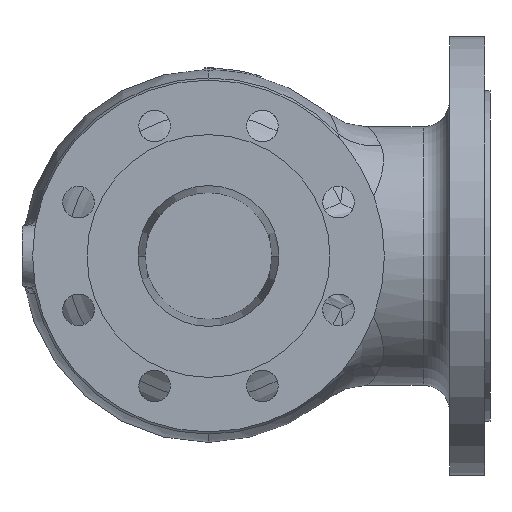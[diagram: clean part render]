
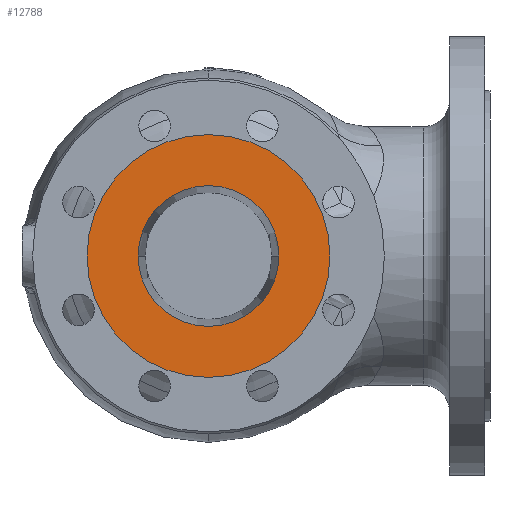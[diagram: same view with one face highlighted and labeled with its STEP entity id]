
A CAD part, front view. The second image highlights one B-rep face of the part: STEP entity #12788.
In plain terms, the highlighted planar face has unit normal (0, -1, 0).
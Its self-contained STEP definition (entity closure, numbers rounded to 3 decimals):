
#140 = DIRECTION ( 'NONE',  ( -1., 0., 0. ) ) ;
#223 = AXIS2_PLACEMENT_3D ( 'NONE', #16906, #21599, #140 ) ;
#878 = CARTESIAN_POINT ( 'NONE',  ( 0., 0., -69. ) ) ;
#1391 = CIRCLE ( 'NONE', #14546, 69. ) ;
#1682 = AXIS2_PLACEMENT_3D ( 'NONE', #14345, #18921, #12014 ) ;
#2279 = AXIS2_PLACEMENT_3D ( 'NONE', #24564, #14964, #10261 ) ;
#3638 = FACE_BOUND ( 'NONE', #14715, .T. ) ;
#3797 = ORIENTED_EDGE ( 'NONE', *, *, #12808, .F. ) ;
#4967 = CIRCLE ( 'NONE', #2279, 69. ) ;
#6933 = AXIS2_PLACEMENT_3D ( 'NONE', #28299, #23506, #11599 ) ;
#8279 = CIRCLE ( 'NONE', #1682, 40. ) ;
#9208 = PLANE ( 'NONE',  #6933 ) ;
#10090 = ORIENTED_EDGE ( 'NONE', *, *, #14617, .T. ) ;
#10261 = DIRECTION ( 'NONE',  ( 0., 0., 1. ) ) ;
#10929 = ORIENTED_EDGE ( 'NONE', *, *, #20185, .T. ) ;
#11599 = DIRECTION ( 'NONE',  ( 0., 0., -1. ) ) ;
#11705 = DIRECTION ( 'NONE',  ( 0., 0., 1. ) ) ;
#12014 = DIRECTION ( 'NONE',  ( -1., 0., 0. ) ) ;
#12788 = ADVANCED_FACE ( 'NONE', ( #3638, #16311 ), #9208, .T. ) ;
#12808 = EDGE_CURVE ( 'NONE', #29554, #24805, #1391, .T. ) ;
#12842 = CIRCLE ( 'NONE', #223, 40. ) ;
#14012 = CARTESIAN_POINT ( 'NONE',  ( 0., 0., 0. ) ) ;
#14201 = ORIENTED_EDGE ( 'NONE', *, *, #26780, .F. ) ;
#14322 = DIRECTION ( 'NONE',  ( 0., 1., 0. ) ) ;
#14345 = CARTESIAN_POINT ( 'NONE',  ( 0., 0., 0. ) ) ;
#14546 = AXIS2_PLACEMENT_3D ( 'NONE', #14012, #14322, #11705 ) ;
#14617 = EDGE_CURVE ( 'NONE', #20145, #25671, #12842, .T. ) ;
#14715 = EDGE_LOOP ( 'NONE', ( #10929, #10090 ) ) ;
#14964 = DIRECTION ( 'NONE',  ( 0., 1., 0. ) ) ;
#16311 = FACE_OUTER_BOUND ( 'NONE', #20517, .T. ) ;
#16906 = CARTESIAN_POINT ( 'NONE',  ( 0., 0., 0. ) ) ;
#18921 = DIRECTION ( 'NONE',  ( 0., 1., 0. ) ) ;
#19019 = CARTESIAN_POINT ( 'NONE',  ( -40., 0., 0. ) ) ;
#20145 = VERTEX_POINT ( 'NONE', #19019 ) ;
#20185 = EDGE_CURVE ( 'NONE', #25671, #20145, #8279, .T. ) ;
#20517 = EDGE_LOOP ( 'NONE', ( #3797, #14201 ) ) ;
#21599 = DIRECTION ( 'NONE',  ( 0., 1., 0. ) ) ;
#22354 = CARTESIAN_POINT ( 'NONE',  ( 40., 0., 0. ) ) ;
#22400 = CARTESIAN_POINT ( 'NONE',  ( 0., 0., 69. ) ) ;
#23506 = DIRECTION ( 'NONE',  ( 0., -1., 0. ) ) ;
#24564 = CARTESIAN_POINT ( 'NONE',  ( 0., 0., 0. ) ) ;
#24805 = VERTEX_POINT ( 'NONE', #878 ) ;
#25671 = VERTEX_POINT ( 'NONE', #22354 ) ;
#26780 = EDGE_CURVE ( 'NONE', #24805, #29554, #4967, .T. ) ;
#28299 = CARTESIAN_POINT ( 'NONE',  ( 0., 0., 0. ) ) ;
#29554 = VERTEX_POINT ( 'NONE', #22400 ) ;
